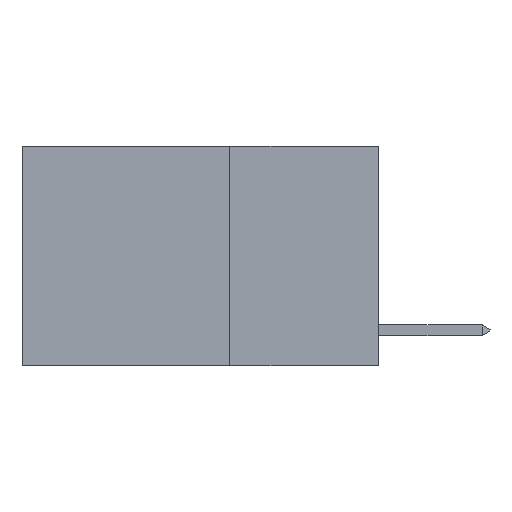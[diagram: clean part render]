
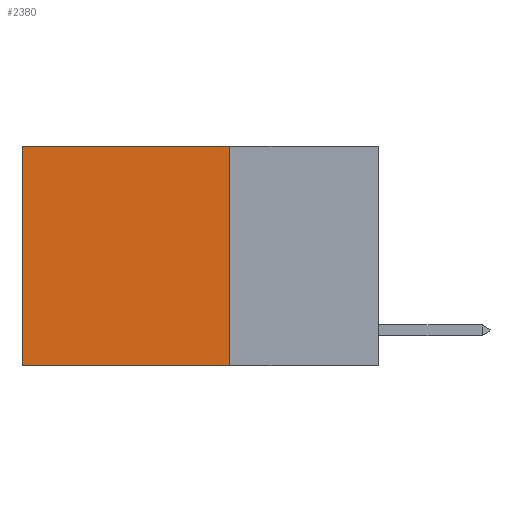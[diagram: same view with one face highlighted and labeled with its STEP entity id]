
A CAD part, left-side view. The second image highlights one B-rep face of the part: STEP entity #2380.
In plain terms, the highlighted planar face has unit normal (-1, 0, 0).
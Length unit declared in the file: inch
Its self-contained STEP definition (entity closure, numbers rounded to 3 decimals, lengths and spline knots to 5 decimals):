
#628 = VECTOR ( 'NONE', #17392, 39.37008 ) ;
#1344 = LINE ( 'NONE', #11011, #12657 ) ;
#1837 = ORIENTED_EDGE ( 'NONE', *, *, #3194, .T. ) ;
#2380 = ADVANCED_FACE ( 'NONE', ( #17309 ), #10913, .F. ) ;
#2431 = VERTEX_POINT ( 'NONE', #11044 ) ;
#2925 = VERTEX_POINT ( 'NONE', #15085 ) ;
#3194 = EDGE_CURVE ( 'NONE', #2431, #2925, #12173, .T. ) ;
#3522 = AXIS2_PLACEMENT_3D ( 'NONE', #15296, #12412, #3557 ) ;
#3557 = DIRECTION ( 'NONE',  ( 0., 0., -1. ) ) ;
#3899 = EDGE_CURVE ( 'NONE', #15271, #2925, #12842, .T. ) ;
#4137 = VERTEX_POINT ( 'NONE', #17897 ) ;
#7089 = ORIENTED_EDGE ( 'NONE', *, *, #18846, .F. ) ;
#8227 = VECTOR ( 'NONE', #18713, 39.37008 ) ;
#8700 = CARTESIAN_POINT ( 'NONE',  ( 0.2625, 0.25, -0.37 ) ) ;
#9636 = ORIENTED_EDGE ( 'NONE', *, *, #9842, .T. ) ;
#9842 = EDGE_CURVE ( 'NONE', #4137, #2431, #1344, .T. ) ;
#10371 = LINE ( 'NONE', #16279, #18720 ) ;
#10913 = PLANE ( 'NONE',  #3522 ) ;
#11011 = CARTESIAN_POINT ( 'NONE',  ( 0.2625, 0.25, 0. ) ) ;
#11044 = CARTESIAN_POINT ( 'NONE',  ( 0.2625, 0.6, 0. ) ) ;
#12173 = LINE ( 'NONE', #14255, #8227 ) ;
#12177 = ORIENTED_EDGE ( 'NONE', *, *, #3899, .F. ) ;
#12412 = DIRECTION ( 'NONE',  ( 1., 0., 0. ) ) ;
#12511 = DIRECTION ( 'NONE',  ( 0., 1., 0. ) ) ;
#12657 = VECTOR ( 'NONE', #12511, 39.37008 ) ;
#12842 = LINE ( 'NONE', #18817, #628 ) ;
#14255 = CARTESIAN_POINT ( 'NONE',  ( 0.2625, 0.6, 0. ) ) ;
#14637 = EDGE_LOOP ( 'NONE', ( #1837, #12177, #7089, #9636 ) ) ;
#15085 = CARTESIAN_POINT ( 'NONE',  ( 0.2625, 0.6, -0.37 ) ) ;
#15271 = VERTEX_POINT ( 'NONE', #8700 ) ;
#15296 = CARTESIAN_POINT ( 'NONE',  ( 0.2625, 0.25, 0. ) ) ;
#16279 = CARTESIAN_POINT ( 'NONE',  ( 0.2625, 0.25, 0. ) ) ;
#17309 = FACE_OUTER_BOUND ( 'NONE', #14637, .T. ) ;
#17392 = DIRECTION ( 'NONE',  ( 0., 1., 0. ) ) ;
#17778 = DIRECTION ( 'NONE',  ( 0., 0., -1. ) ) ;
#17897 = CARTESIAN_POINT ( 'NONE',  ( 0.2625, 0.25, 0. ) ) ;
#18713 = DIRECTION ( 'NONE',  ( 0., 0., -1. ) ) ;
#18720 = VECTOR ( 'NONE', #17778, 39.37008 ) ;
#18817 = CARTESIAN_POINT ( 'NONE',  ( 0.2625, 0.25, -0.37 ) ) ;
#18846 = EDGE_CURVE ( 'NONE', #4137, #15271, #10371, .T. ) ;
